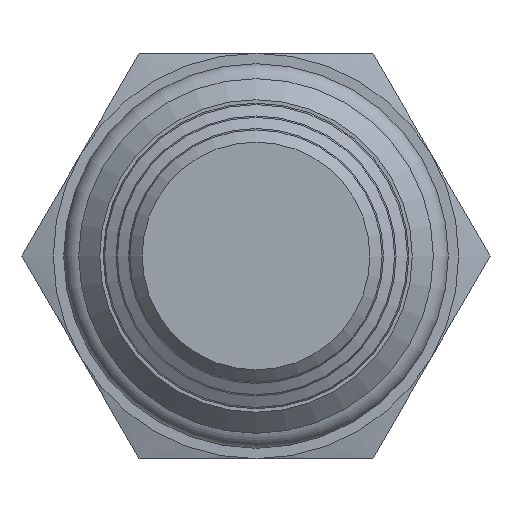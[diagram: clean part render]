
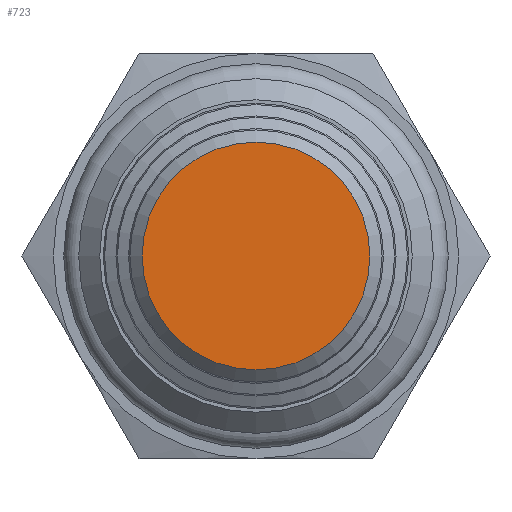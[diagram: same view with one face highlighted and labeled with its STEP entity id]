
A CAD part, front view. The second image highlights one B-rep face of the part: STEP entity #723.
In plain terms, the highlighted planar face has unit normal (0, -1, 0).
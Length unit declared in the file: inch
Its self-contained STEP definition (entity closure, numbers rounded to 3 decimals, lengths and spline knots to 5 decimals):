
#683=CARTESIAN_POINT('',(-0.281,-2.7945,0.));
#684=VERTEX_POINT('',#683);
#685=CARTESIAN_POINT('',(0.0,-2.7945,0.0));
#686=DIRECTION('',(0.0,1.0,0.0));
#687=DIRECTION('',(1.0,0.0,0.0));
#688=AXIS2_PLACEMENT_3D('',#685,#686,#687);
#689=CIRCLE('',#688,0.281);
#690=EDGE_CURVE('',#684,#684,#689,.T.);
#715=CARTESIAN_POINT('',(0.0,-2.7945,0.0));
#716=DIRECTION('',(0.0,-1.0,0.0));
#717=DIRECTION('',(0.0,0.0,1.0));
#718=AXIS2_PLACEMENT_3D('',#715,#716,#717);
#719=PLANE('',#718);
#720=ORIENTED_EDGE('',*,*,#690,.F.);
#721=EDGE_LOOP('',(#720));
#722=FACE_OUTER_BOUND('',#721,.T.);
#723=ADVANCED_FACE('',(#722),#719,.T.);
